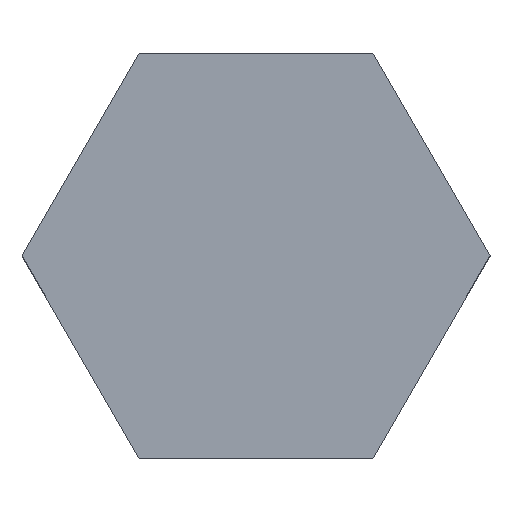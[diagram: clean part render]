
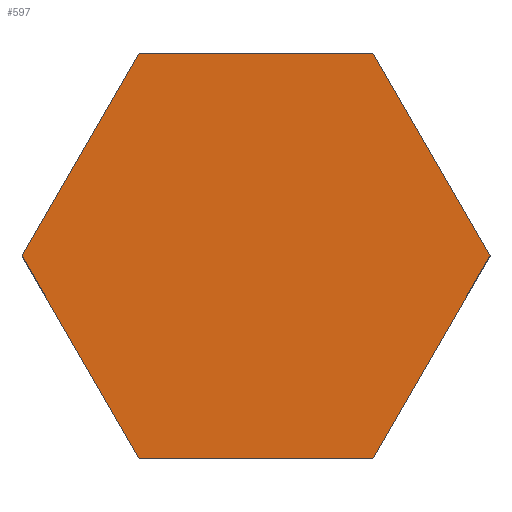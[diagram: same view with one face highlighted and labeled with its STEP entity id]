
A CAD part, top view. The second image highlights one B-rep face of the part: STEP entity #597.
In plain terms, the highlighted planar face has unit normal (0, 0, 1).
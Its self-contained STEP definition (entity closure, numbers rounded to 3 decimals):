
#146 = PLANE('',#147);
#147 = AXIS2_PLACEMENT_3D('',#148,#149,#150);
#148 = CARTESIAN_POINT('',(-2.309,4.,8.5));
#149 = DIRECTION('',(0.866,-0.5,0.));
#150 = DIRECTION('',(-0.5,-0.866,0.));
#174 = PLANE('',#175);
#175 = AXIS2_PLACEMENT_3D('',#176,#177,#178);
#176 = CARTESIAN_POINT('',(2.309,4.,8.5));
#177 = DIRECTION('',(0.,-1.,0.));
#178 = DIRECTION('',(-1.,0.,0.));
#202 = PLANE('',#203);
#203 = AXIS2_PLACEMENT_3D('',#204,#205,#206);
#204 = CARTESIAN_POINT('',(4.619,0.,8.5));
#205 = DIRECTION('',(-0.866,-0.5,0.));
#206 = DIRECTION('',(-0.5,0.866,0.));
#230 = PLANE('',#231);
#231 = AXIS2_PLACEMENT_3D('',#232,#233,#234);
#232 = CARTESIAN_POINT('',(2.309,-4.,8.5));
#233 = DIRECTION('',(-0.866,0.5,0.));
#234 = DIRECTION('',(0.5,0.866,0.));
#258 = PLANE('',#259);
#259 = AXIS2_PLACEMENT_3D('',#260,#261,#262);
#260 = CARTESIAN_POINT('',(-2.309,-4.,8.5));
#261 = DIRECTION('',(0.,1.,-0.));
#262 = DIRECTION('',(1.,0.,0.));
#284 = PLANE('',#285);
#285 = AXIS2_PLACEMENT_3D('',#286,#287,#288);
#286 = CARTESIAN_POINT('',(-4.619,0.,8.5));
#287 = DIRECTION('',(0.866,0.5,-0.));
#288 = DIRECTION('',(0.5,-0.866,0.));
#303 = VERTEX_POINT('',#304);
#304 = CARTESIAN_POINT('',(-2.309,4.,11.5));
#325 = EDGE_CURVE('',#303,#326,#328,.T.);
#326 = VERTEX_POINT('',#327);
#327 = CARTESIAN_POINT('',(-4.619,0.,11.5));
#328 = SURFACE_CURVE('',#329,(#333,#340),.PCURVE_S1.);
#329 = LINE('',#330,#331);
#330 = CARTESIAN_POINT('',(-2.309,4.,11.5));
#331 = VECTOR('',#332,1.);
#332 = DIRECTION('',(-0.5,-0.866,0.));
#333 = PCURVE('',#146,#334);
#334 = DEFINITIONAL_REPRESENTATION('',(#335),#339);
#335 = LINE('',#336,#337);
#336 = CARTESIAN_POINT('',(0.,-3.));
#337 = VECTOR('',#338,1.);
#338 = DIRECTION('',(1.,0.));
#339 = ( GEOMETRIC_REPRESENTATION_CONTEXT(2) 
PARAMETRIC_REPRESENTATION_CONTEXT() REPRESENTATION_CONTEXT('2D SPACE',''
  ) );
#340 = PCURVE('',#341,#346);
#341 = PLANE('',#342);
#342 = AXIS2_PLACEMENT_3D('',#343,#344,#345);
#343 = CARTESIAN_POINT('',(-2.309,4.,11.5));
#344 = DIRECTION('',(0.,0.,-1.));
#345 = DIRECTION('',(-1.,0.,0.));
#346 = DEFINITIONAL_REPRESENTATION('',(#347),#351);
#347 = LINE('',#348,#349);
#348 = CARTESIAN_POINT('',(0.,0.));
#349 = VECTOR('',#350,1.);
#350 = DIRECTION('',(0.5,-0.866));
#351 = ( GEOMETRIC_REPRESENTATION_CONTEXT(2) 
PARAMETRIC_REPRESENTATION_CONTEXT() REPRESENTATION_CONTEXT('2D SPACE',''
  ) );
#379 = VERTEX_POINT('',#380);
#380 = CARTESIAN_POINT('',(2.309,4.,11.5));
#401 = EDGE_CURVE('',#379,#303,#402,.T.);
#402 = SURFACE_CURVE('',#403,(#407,#414),.PCURVE_S1.);
#403 = LINE('',#404,#405);
#404 = CARTESIAN_POINT('',(2.309,4.,11.5));
#405 = VECTOR('',#406,1.);
#406 = DIRECTION('',(-1.,0.,0.));
#407 = PCURVE('',#174,#408);
#408 = DEFINITIONAL_REPRESENTATION('',(#409),#413);
#409 = LINE('',#410,#411);
#410 = CARTESIAN_POINT('',(0.,-3.));
#411 = VECTOR('',#412,1.);
#412 = DIRECTION('',(1.,0.));
#413 = ( GEOMETRIC_REPRESENTATION_CONTEXT(2) 
PARAMETRIC_REPRESENTATION_CONTEXT() REPRESENTATION_CONTEXT('2D SPACE',''
  ) );
#414 = PCURVE('',#341,#415);
#415 = DEFINITIONAL_REPRESENTATION('',(#416),#420);
#416 = LINE('',#417,#418);
#417 = CARTESIAN_POINT('',(-4.619,0.));
#418 = VECTOR('',#419,1.);
#419 = DIRECTION('',(1.,0.));
#420 = ( GEOMETRIC_REPRESENTATION_CONTEXT(2) 
PARAMETRIC_REPRESENTATION_CONTEXT() REPRESENTATION_CONTEXT('2D SPACE',''
  ) );
#428 = EDGE_CURVE('',#326,#429,#431,.T.);
#429 = VERTEX_POINT('',#430);
#430 = CARTESIAN_POINT('',(-2.309,-4.,11.5));
#431 = SURFACE_CURVE('',#432,(#436,#443),.PCURVE_S1.);
#432 = LINE('',#433,#434);
#433 = CARTESIAN_POINT('',(-4.619,0.,11.5));
#434 = VECTOR('',#435,1.);
#435 = DIRECTION('',(0.5,-0.866,0.));
#436 = PCURVE('',#284,#437);
#437 = DEFINITIONAL_REPRESENTATION('',(#438),#442);
#438 = LINE('',#439,#440);
#439 = CARTESIAN_POINT('',(0.,-3.));
#440 = VECTOR('',#441,1.);
#441 = DIRECTION('',(1.,0.));
#442 = ( GEOMETRIC_REPRESENTATION_CONTEXT(2) 
PARAMETRIC_REPRESENTATION_CONTEXT() REPRESENTATION_CONTEXT('2D SPACE',''
  ) );
#443 = PCURVE('',#341,#444);
#444 = DEFINITIONAL_REPRESENTATION('',(#445),#449);
#445 = LINE('',#446,#447);
#446 = CARTESIAN_POINT('',(2.309,-4.));
#447 = VECTOR('',#448,1.);
#448 = DIRECTION('',(-0.5,-0.866));
#449 = ( GEOMETRIC_REPRESENTATION_CONTEXT(2) 
PARAMETRIC_REPRESENTATION_CONTEXT() REPRESENTATION_CONTEXT('2D SPACE',''
  ) );
#477 = VERTEX_POINT('',#478);
#478 = CARTESIAN_POINT('',(4.619,0.,11.5));
#499 = EDGE_CURVE('',#477,#379,#500,.T.);
#500 = SURFACE_CURVE('',#501,(#505,#512),.PCURVE_S1.);
#501 = LINE('',#502,#503);
#502 = CARTESIAN_POINT('',(4.619,0.,11.5));
#503 = VECTOR('',#504,1.);
#504 = DIRECTION('',(-0.5,0.866,0.));
#505 = PCURVE('',#202,#506);
#506 = DEFINITIONAL_REPRESENTATION('',(#507),#511);
#507 = LINE('',#508,#509);
#508 = CARTESIAN_POINT('',(0.,-3.));
#509 = VECTOR('',#510,1.);
#510 = DIRECTION('',(1.,0.));
#511 = ( GEOMETRIC_REPRESENTATION_CONTEXT(2) 
PARAMETRIC_REPRESENTATION_CONTEXT() REPRESENTATION_CONTEXT('2D SPACE',''
  ) );
#512 = PCURVE('',#341,#513);
#513 = DEFINITIONAL_REPRESENTATION('',(#514),#518);
#514 = LINE('',#515,#516);
#515 = CARTESIAN_POINT('',(-6.928,-4.));
#516 = VECTOR('',#517,1.);
#517 = DIRECTION('',(0.5,0.866));
#518 = ( GEOMETRIC_REPRESENTATION_CONTEXT(2) 
PARAMETRIC_REPRESENTATION_CONTEXT() REPRESENTATION_CONTEXT('2D SPACE',''
  ) );
#526 = EDGE_CURVE('',#429,#527,#529,.T.);
#527 = VERTEX_POINT('',#528);
#528 = CARTESIAN_POINT('',(2.309,-4.,11.5));
#529 = SURFACE_CURVE('',#530,(#534,#541),.PCURVE_S1.);
#530 = LINE('',#531,#532);
#531 = CARTESIAN_POINT('',(-2.309,-4.,11.5));
#532 = VECTOR('',#533,1.);
#533 = DIRECTION('',(1.,0.,0.));
#534 = PCURVE('',#258,#535);
#535 = DEFINITIONAL_REPRESENTATION('',(#536),#540);
#536 = LINE('',#537,#538);
#537 = CARTESIAN_POINT('',(0.,-3.));
#538 = VECTOR('',#539,1.);
#539 = DIRECTION('',(1.,0.));
#540 = ( GEOMETRIC_REPRESENTATION_CONTEXT(2) 
PARAMETRIC_REPRESENTATION_CONTEXT() REPRESENTATION_CONTEXT('2D SPACE',''
  ) );
#541 = PCURVE('',#341,#542);
#542 = DEFINITIONAL_REPRESENTATION('',(#543),#547);
#543 = LINE('',#544,#545);
#544 = CARTESIAN_POINT('',(0.,-8.));
#545 = VECTOR('',#546,1.);
#546 = DIRECTION('',(-1.,0.));
#547 = ( GEOMETRIC_REPRESENTATION_CONTEXT(2) 
PARAMETRIC_REPRESENTATION_CONTEXT() REPRESENTATION_CONTEXT('2D SPACE',''
  ) );
#575 = EDGE_CURVE('',#527,#477,#576,.T.);
#576 = SURFACE_CURVE('',#577,(#581,#588),.PCURVE_S1.);
#577 = LINE('',#578,#579);
#578 = CARTESIAN_POINT('',(2.309,-4.,11.5));
#579 = VECTOR('',#580,1.);
#580 = DIRECTION('',(0.5,0.866,0.));
#581 = PCURVE('',#230,#582);
#582 = DEFINITIONAL_REPRESENTATION('',(#583),#587);
#583 = LINE('',#584,#585);
#584 = CARTESIAN_POINT('',(0.,-3.));
#585 = VECTOR('',#586,1.);
#586 = DIRECTION('',(1.,0.));
#587 = ( GEOMETRIC_REPRESENTATION_CONTEXT(2) 
PARAMETRIC_REPRESENTATION_CONTEXT() REPRESENTATION_CONTEXT('2D SPACE',''
  ) );
#588 = PCURVE('',#341,#589);
#589 = DEFINITIONAL_REPRESENTATION('',(#590),#594);
#590 = LINE('',#591,#592);
#591 = CARTESIAN_POINT('',(-4.619,-8.));
#592 = VECTOR('',#593,1.);
#593 = DIRECTION('',(-0.5,0.866));
#594 = ( GEOMETRIC_REPRESENTATION_CONTEXT(2) 
PARAMETRIC_REPRESENTATION_CONTEXT() REPRESENTATION_CONTEXT('2D SPACE',''
  ) );
#597 = ADVANCED_FACE('',(#598),#341,.F.);
#598 = FACE_BOUND('',#599,.T.);
#599 = EDGE_LOOP('',(#600,#601,#602,#603,#604,#605));
#600 = ORIENTED_EDGE('',*,*,#325,.T.);
#601 = ORIENTED_EDGE('',*,*,#428,.T.);
#602 = ORIENTED_EDGE('',*,*,#526,.T.);
#603 = ORIENTED_EDGE('',*,*,#575,.T.);
#604 = ORIENTED_EDGE('',*,*,#499,.T.);
#605 = ORIENTED_EDGE('',*,*,#401,.T.);
